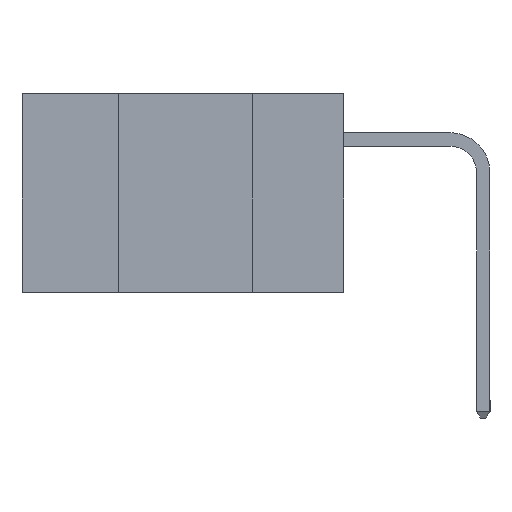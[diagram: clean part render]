
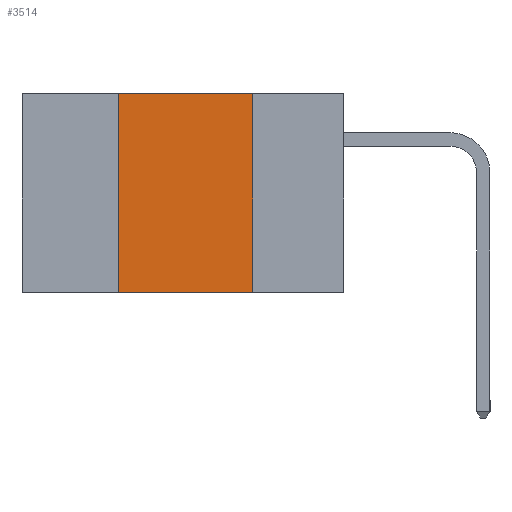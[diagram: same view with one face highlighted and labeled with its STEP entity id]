
A CAD part, left-side view. The second image highlights one B-rep face of the part: STEP entity #3514.
In plain terms, the highlighted planar face has unit normal (-1, 0, 0).
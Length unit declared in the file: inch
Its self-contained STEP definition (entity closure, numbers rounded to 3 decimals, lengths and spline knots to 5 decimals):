
#301 = LINE ( 'NONE', #1804, #5587 ) ;
#413 = PLANE ( 'NONE',  #5095 ) ;
#510 = VECTOR ( 'NONE', #3624, 39.37008 ) ;
#665 = DIRECTION ( 'NONE',  ( 0., -1., 0. ) ) ;
#1510 = CARTESIAN_POINT ( 'NONE',  ( 0., 0.6, 0. ) ) ;
#1536 = LINE ( 'NONE', #11021, #12326 ) ;
#1804 = CARTESIAN_POINT ( 'NONE',  ( 0., 0.17, -0.37 ) ) ;
#1932 = CARTESIAN_POINT ( 'NONE',  ( 0., 0.17, -0.37 ) ) ;
#2043 = CARTESIAN_POINT ( 'NONE',  ( 0., 0.42, 0. ) ) ;
#2558 = VERTEX_POINT ( 'NONE', #2043 ) ;
#2603 = DIRECTION ( 'NONE',  ( 1., 0., 0. ) ) ;
#3514 = ADVANCED_FACE ( 'NONE', ( #8375 ), #413, .F. ) ;
#3624 = DIRECTION ( 'NONE',  ( 0., -1., 0. ) ) ;
#4209 = ORIENTED_EDGE ( 'NONE', *, *, #9302, .F. ) ;
#4502 = ORIENTED_EDGE ( 'NONE', *, *, #7227, .T. ) ;
#5095 = AXIS2_PLACEMENT_3D ( 'NONE', #1510, #2603, #9871 ) ;
#5482 = CARTESIAN_POINT ( 'NONE',  ( 0., 0.17, 0. ) ) ;
#5587 = VECTOR ( 'NONE', #13250, 39.37008 ) ;
#5832 = DIRECTION ( 'NONE',  ( 0., 0., 1. ) ) ;
#5888 = CARTESIAN_POINT ( 'NONE',  ( 0., 0.6, -0.37 ) ) ;
#6297 = VECTOR ( 'NONE', #665, 39.37008 ) ;
#7227 = EDGE_CURVE ( 'NONE', #12667, #7392, #9062, .T. ) ;
#7392 = VERTEX_POINT ( 'NONE', #1932 ) ;
#7664 = VERTEX_POINT ( 'NONE', #5482 ) ;
#7913 = EDGE_CURVE ( 'NONE', #12667, #2558, #1536, .T. ) ;
#8006 = EDGE_LOOP ( 'NONE', ( #4209, #9705, #12491, #4502 ) ) ;
#8375 = FACE_OUTER_BOUND ( 'NONE', #8006, .T. ) ;
#8592 = EDGE_CURVE ( 'NONE', #2558, #7664, #9534, .T. ) ;
#9062 = LINE ( 'NONE', #5888, #6297 ) ;
#9302 = EDGE_CURVE ( 'NONE', #7664, #7392, #301, .T. ) ;
#9534 = LINE ( 'NONE', #11939, #510 ) ;
#9705 = ORIENTED_EDGE ( 'NONE', *, *, #8592, .F. ) ;
#9871 = DIRECTION ( 'NONE',  ( 0., 0., -1. ) ) ;
#11021 = CARTESIAN_POINT ( 'NONE',  ( 0., 0.42, -0.37 ) ) ;
#11939 = CARTESIAN_POINT ( 'NONE',  ( 0., 0.6, 0. ) ) ;
#12326 = VECTOR ( 'NONE', #5832, 39.37008 ) ;
#12491 = ORIENTED_EDGE ( 'NONE', *, *, #7913, .F. ) ;
#12667 = VERTEX_POINT ( 'NONE', #13496 ) ;
#13250 = DIRECTION ( 'NONE',  ( 0., 0., -1. ) ) ;
#13496 = CARTESIAN_POINT ( 'NONE',  ( 0., 0.42, -0.37 ) ) ;
